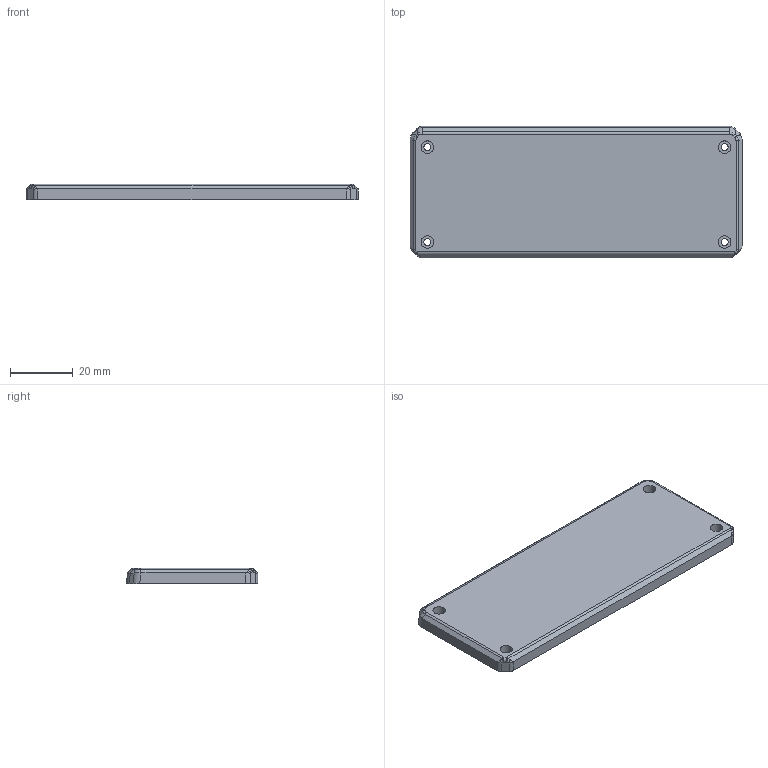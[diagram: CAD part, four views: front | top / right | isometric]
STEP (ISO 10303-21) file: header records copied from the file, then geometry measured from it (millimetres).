
FILE_DESCRIPTION(/* description */ (''),/* implementation_level */ '2;1');
FILE_NAME(/* name */ 'clink_lid.step',/* time_stamp */ '2025-08-03T20:24:19-04:00',/* author */ (''),/* organization */ (''),/* preprocessor_version */ 'ST-DEVELOPER v20.1',/* originating_system */ 'Autodesk Translation Framework v14.10.0.0',/* authorisation */ '');
FILE_SCHEMA (('AUTOMOTIVE_DESIGN { 1 0 10303 214 3 1 1 }'));
Length unit declared in the file: millimetre
Products named in the file (3): Clink; Component17; Component31
Assembly tree (2 placements, depth 2):
  Clink
    Component17
    Component31
Bounding box: 106 x 42 x 5 mm (x, y, z)
Volume: 14744.9 mm3; surface area: 10690.4 mm2
Topology: 1 solids, 1 shells, 75 faces, 180 edges, 112 vertices
Faces by surface type: cylinder 40, plane 27, sphere 4, bspline 4
Full cylindrical faces by diameter (mm): 2.2 x4, 4 x4
Entity records: 2380 total; most frequent: CARTESIAN_POINT 486, DIRECTION 402, ORIENTED_EDGE 360, EDGE_CURVE 180, AXIS2_PLACEMENT_3D 154, VERTEX_POINT 112, LINE 94, VECTOR 94
